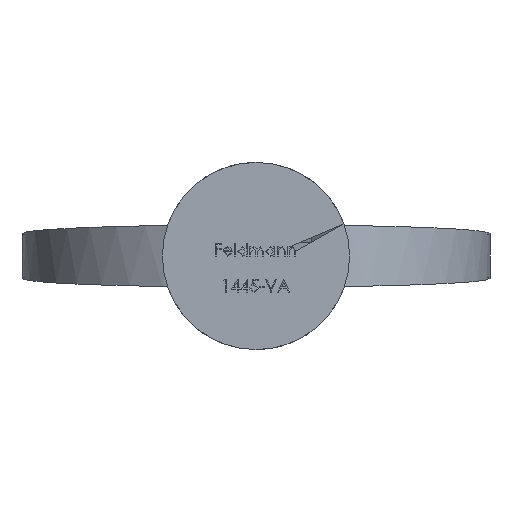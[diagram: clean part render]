
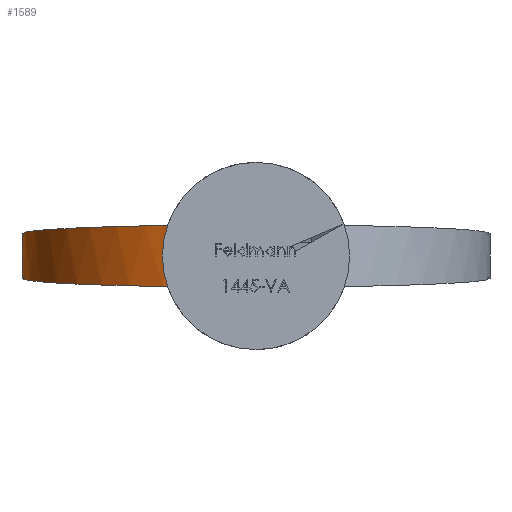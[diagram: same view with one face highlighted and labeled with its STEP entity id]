
A CAD part, front view. The second image highlights one B-rep face of the part: STEP entity #1589.
In plain terms, the highlighted cylindrical face has radius 15 mm (diameter 30 mm), a partial arc.
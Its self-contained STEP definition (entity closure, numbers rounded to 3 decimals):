
#124 = CARTESIAN_POINT ( 'NONE',  ( -10.556, 1002.141, -1.92 ) ) ;
#357 =( BOUNDED_CURVE ( )  B_SPLINE_CURVE ( 3, ( #8849, #124, #895, #6182 ),
 .UNSPECIFIED., .F., .T. ) 
 B_SPLINE_CURVE_WITH_KNOTS ( ( 4, 4 ),
 ( 0.24, 1.571 ),
 .UNSPECIFIED. ) 
 CURVE ( )  GEOMETRIC_REPRESENTATION_ITEM ( )  RATIONAL_B_SPLINE_CURVE ( ( 1., 0.858, 0.858, 1. ) ) 
 REPRESENTATION_ITEM ( '' )  );
#741 = VERTEX_POINT ( 'NONE', #2163 ) ;
#895 = CARTESIAN_POINT ( 'NONE',  ( -15., 1007.803, -1.707 ) ) ;
#1330 = CARTESIAN_POINT ( 'NONE',  ( -10.556, 1002.141, 1.92 ) ) ;
#1510 = AXIS2_PLACEMENT_3D ( 'NONE', #6634, #6613, #6680 ) ;
#1589 = ADVANCED_FACE ( 'NONE', ( #1609 ), #5378, .T. ) ;
#1600 = CARTESIAN_POINT ( 'NONE',  ( -3.583, 1000.434, 1.323 ) ) ;
#1609 = FACE_OUTER_BOUND ( 'NONE', #2977, .T. ) ;
#2163 = CARTESIAN_POINT ( 'NONE',  ( -3.565, 1000.43, 1.984 ) ) ;
#2363 = CARTESIAN_POINT ( 'NONE',  ( -3.593, 1000.437, 0.661 ) ) ;
#2562 = EDGE_CURVE ( 'NONE', #8276, #4964, #357, .T. ) ;
#2682 = EDGE_CURVE ( 'NONE', #2840, #4964, #5294, .T. ) ;
#2840 = VERTEX_POINT ( 'NONE', #3739 ) ;
#2977 = EDGE_LOOP ( 'NONE', ( #7605, #9090, #9106, #5627 ) ) ;
#3130 = CARTESIAN_POINT ( 'NONE',  ( -3.583, 1000.434, -1.323 ) ) ;
#3739 = CARTESIAN_POINT ( 'NONE',  ( -15., 1015., 1.437 ) ) ;
#3968 = B_SPLINE_CURVE_WITH_KNOTS ( 'NONE', 3,
 ( #6100, #1600, #2363, #7518, #3130, #8173 ),
 .UNSPECIFIED., .F., .F.,
 ( 4, 2, 4 ),
 ( 0., 0.002, 0.004 ),
 .UNSPECIFIED. ) ;
#4109 = DIRECTION ( 'NONE',  ( 0., 0., -1. ) ) ;
#4350 = CARTESIAN_POINT ( 'NONE',  ( -15., 1015., 1.437 ) ) ;
#4964 = VERTEX_POINT ( 'NONE', #5500 ) ;
#5294 = LINE ( 'NONE', #8408, #7235 ) ;
#5378 = CYLINDRICAL_SURFACE ( 'NONE', #1510, 15. ) ;
#5500 = CARTESIAN_POINT ( 'NONE',  ( -15., 1015., -1.437 ) ) ;
#5627 = ORIENTED_EDGE ( 'NONE', *, *, #7774, .F. ) ;
#6009 = EDGE_CURVE ( 'NONE', #2840, #741, #6813, .T. ) ;
#6100 = CARTESIAN_POINT ( 'NONE',  ( -3.565, 1000.43, 1.984 ) ) ;
#6182 = CARTESIAN_POINT ( 'NONE',  ( -15., 1015., -1.437 ) ) ;
#6595 = CARTESIAN_POINT ( 'NONE',  ( -3.565, 1000.43, 1.984 ) ) ;
#6613 = DIRECTION ( 'NONE',  ( 0., 0., -1. ) ) ;
#6634 = CARTESIAN_POINT ( 'NONE',  ( 0., 1015., 2. ) ) ;
#6680 = DIRECTION ( 'NONE',  ( -1., 0., 0. ) ) ;
#6813 =( BOUNDED_CURVE ( )  B_SPLINE_CURVE ( 3, ( #4350, #8606, #1330, #6595 ),
 .UNSPECIFIED., .F., .T. ) 
 B_SPLINE_CURVE_WITH_KNOTS ( ( 4, 4 ),
 ( 1.571, 2.902 ),
 .UNSPECIFIED. ) 
 CURVE ( )  GEOMETRIC_REPRESENTATION_ITEM ( )  RATIONAL_B_SPLINE_CURVE ( ( 1., 0.858, 0.858, 1. ) ) 
 REPRESENTATION_ITEM ( '' )  );
#7235 = VECTOR ( 'NONE', #4109, 1000. ) ;
#7518 = CARTESIAN_POINT ( 'NONE',  ( -3.593, 1000.437, -0.661 ) ) ;
#7605 = ORIENTED_EDGE ( 'NONE', *, *, #6009, .F. ) ;
#7774 = EDGE_CURVE ( 'NONE', #741, #8276, #3968, .T. ) ;
#8173 = CARTESIAN_POINT ( 'NONE',  ( -3.565, 1000.43, -1.984 ) ) ;
#8276 = VERTEX_POINT ( 'NONE', #8929 ) ;
#8408 = CARTESIAN_POINT ( 'NONE',  ( -15., 1015., 2. ) ) ;
#8606 = CARTESIAN_POINT ( 'NONE',  ( -15., 1007.803, 1.707 ) ) ;
#8849 = CARTESIAN_POINT ( 'NONE',  ( -3.565, 1000.43, -1.984 ) ) ;
#8929 = CARTESIAN_POINT ( 'NONE',  ( -3.565, 1000.43, -1.984 ) ) ;
#9090 = ORIENTED_EDGE ( 'NONE', *, *, #2682, .T. ) ;
#9106 = ORIENTED_EDGE ( 'NONE', *, *, #2562, .F. ) ;
